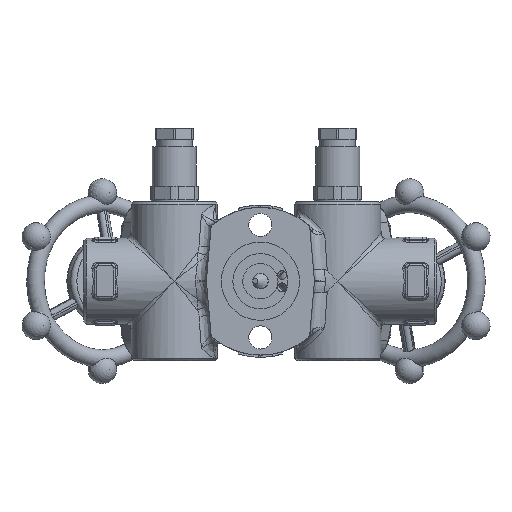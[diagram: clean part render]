
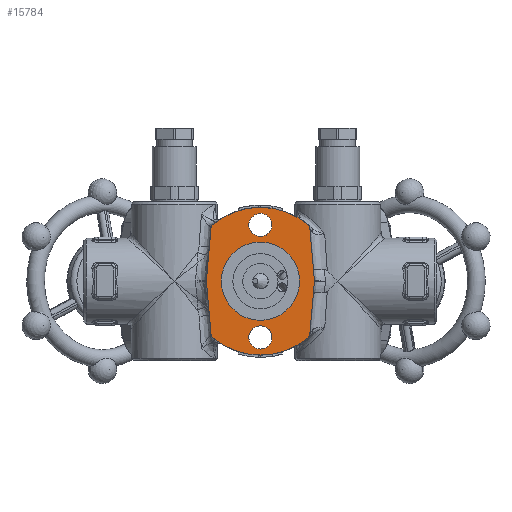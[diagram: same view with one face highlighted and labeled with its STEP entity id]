
A CAD part, front view. The second image highlights one B-rep face of the part: STEP entity #15784.
In plain terms, the highlighted planar face has unit normal (0, -1, 0).
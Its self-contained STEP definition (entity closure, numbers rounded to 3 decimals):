
#1271=LINE('',#26475,#2002);
#1275=LINE('',#26519,#2006);
#1278=LINE('',#26556,#2009);
#1340=LINE('',#28124,#2071);
#2002=VECTOR('',#19312,23.686);
#2006=VECTOR('',#19324,23.686);
#2009=VECTOR('',#19337,23.686);
#2071=VECTOR('',#19611,23.686);
#2659=PLANE('',#17297);
#2866=FACE_BOUND('',#4793,.T.);
#2867=FACE_BOUND('',#4794,.T.);
#2868=FACE_BOUND('',#4795,.T.);
#3740=FACE_OUTER_BOUND('',#4792,.T.);
#4792=EDGE_LOOP('',(#12592,#12593,#12594,#12595,#12596,#12597,#12598,#12599,
#12600,#12601,#12602,#12603));
#4793=EDGE_LOOP('',(#12604));
#4794=EDGE_LOOP('',(#12605));
#4795=EDGE_LOOP('',(#12606));
#5500=CIRCLE('',#16711,2.);
#5501=CIRCLE('',#16715,2.);
#5544=CIRCLE('',#16795,3.);
#5545=CIRCLE('',#16797,33.5);
#5550=CIRCLE('',#16809,3.);
#5560=CIRCLE('',#16825,3.);
#5563=CIRCLE('',#16829,33.5);
#5568=CIRCLE('',#16841,3.);
#5832=CIRCLE('',#17298,5.25);
#5833=CIRCLE('',#17299,5.25);
#5834=CIRCLE('',#17300,17.75);
#6537=VERTEX_POINT('',#26472);
#6538=VERTEX_POINT('',#26474);
#6539=VERTEX_POINT('',#26479);
#6540=VERTEX_POINT('',#26515);
#6542=VERTEX_POINT('',#26518);
#6547=VERTEX_POINT('',#26539);
#6551=VERTEX_POINT('',#26555);
#6621=VERTEX_POINT('',#27707);
#6625=VERTEX_POINT('',#27782);
#6649=VERTEX_POINT('',#28122);
#6650=VERTEX_POINT('',#28126);
#6655=VERTEX_POINT('',#28249);
#7030=VERTEX_POINT('',#32766);
#7031=VERTEX_POINT('',#32768);
#7032=VERTEX_POINT('',#32770);
#8180=EDGE_CURVE('',#6538,#6537,#1271,.T.);
#8183=EDGE_CURVE('',#6538,#6539,#5500,.F.);
#8186=EDGE_CURVE('',#6542,#6540,#1275,.T.);
#8192=EDGE_CURVE('',#6542,#6547,#5501,.F.);
#8197=EDGE_CURVE('',#6551,#6547,#1278,.T.);
#8321=EDGE_CURVE('',#6621,#6551,#5544,.T.);
#8328=EDGE_CURVE('',#6625,#6621,#5545,.T.);
#8341=EDGE_CURVE('',#6537,#6625,#5550,.T.);
#8364=EDGE_CURVE('',#6649,#6539,#1340,.T.);
#8365=EDGE_CURVE('',#6650,#6649,#5560,.T.);
#8375=EDGE_CURVE('',#6655,#6650,#5563,.T.);
#8388=EDGE_CURVE('',#6540,#6655,#5568,.T.);
#9041=EDGE_CURVE('',#7030,#7030,#5832,.T.);
#9042=EDGE_CURVE('',#7031,#7031,#5833,.T.);
#9043=EDGE_CURVE('',#7032,#7032,#5834,.T.);
#12592=ORIENTED_EDGE('',*,*,#8365,.T.);
#12593=ORIENTED_EDGE('',*,*,#8364,.T.);
#12594=ORIENTED_EDGE('',*,*,#8183,.F.);
#12595=ORIENTED_EDGE('',*,*,#8180,.T.);
#12596=ORIENTED_EDGE('',*,*,#8341,.T.);
#12597=ORIENTED_EDGE('',*,*,#8328,.T.);
#12598=ORIENTED_EDGE('',*,*,#8321,.T.);
#12599=ORIENTED_EDGE('',*,*,#8197,.T.);
#12600=ORIENTED_EDGE('',*,*,#8192,.F.);
#12601=ORIENTED_EDGE('',*,*,#8186,.T.);
#12602=ORIENTED_EDGE('',*,*,#8388,.T.);
#12603=ORIENTED_EDGE('',*,*,#8375,.T.);
#12604=ORIENTED_EDGE('',*,*,#9041,.T.);
#12605=ORIENTED_EDGE('',*,*,#9042,.T.);
#12606=ORIENTED_EDGE('',*,*,#9043,.T.);
#15784=ADVANCED_FACE('',(#3740,#2866,#2867,#2868),#2659,.F.);
#16711=AXIS2_PLACEMENT_3D('',#26480,#19318,#19319);
#16715=AXIS2_PLACEMENT_3D('',#26540,#19330,#19331);
#16795=AXIS2_PLACEMENT_3D('',#27708,#19546,#19547);
#16797=AXIS2_PLACEMENT_3D('',#27789,#19552,#19553);
#16809=AXIS2_PLACEMENT_3D('',#27815,#19578,#19579);
#16825=AXIS2_PLACEMENT_3D('',#28127,#19614,#19615);
#16829=AXIS2_PLACEMENT_3D('',#28256,#19624,#19625);
#16841=AXIS2_PLACEMENT_3D('',#28282,#19650,#19651);
#17297=AXIS2_PLACEMENT_3D('',#32765,#20762,#20763);
#17298=AXIS2_PLACEMENT_3D('',#32767,#20764,#20765);
#17299=AXIS2_PLACEMENT_3D('',#32769,#20766,#20767);
#17300=AXIS2_PLACEMENT_3D('',#32771,#20768,#20769);
#19312=DIRECTION('',(-0.087,0.,0.996));
#19318=DIRECTION('center_axis',(0.,-1.,0.));
#19319=DIRECTION('ref_axis',(0.996,0.,0.087));
#19324=DIRECTION('',(0.087,0.,-0.996));
#19330=DIRECTION('center_axis',(0.,-1.,0.));
#19331=DIRECTION('ref_axis',(-0.996,0.,-0.087));
#19337=DIRECTION('',(-0.087,0.,-0.996));
#19546=DIRECTION('center_axis',(0.,-1.,0.));
#19547=DIRECTION('ref_axis',(-0.885,0.,0.465));
#19552=DIRECTION('center_axis',(0.,-1.,0.));
#19553=DIRECTION('ref_axis',(0.,0.,1.));
#19578=DIRECTION('center_axis',(0.,-1.,0.));
#19579=DIRECTION('ref_axis',(0.885,0.,0.465));
#19611=DIRECTION('',(0.087,0.,0.996));
#19614=DIRECTION('center_axis',(0.,-1.,0.));
#19615=DIRECTION('ref_axis',(0.885,0.,-0.465));
#19624=DIRECTION('center_axis',(0.,-1.,0.));
#19625=DIRECTION('ref_axis',(0.,0.,-1.));
#19650=DIRECTION('center_axis',(0.,-1.,0.));
#19651=DIRECTION('ref_axis',(-0.885,0.,-0.465));
#20762=DIRECTION('center_axis',(0.,1.,0.));
#20763=DIRECTION('ref_axis',(0.,0.,1.));
#20764=DIRECTION('center_axis',(0.,1.,0.));
#20765=DIRECTION('ref_axis',(-1.,0.,0.));
#20766=DIRECTION('center_axis',(0.,1.,0.));
#20767=DIRECTION('ref_axis',(-1.,0.,0.));
#20768=DIRECTION('center_axis',(0.,1.,0.));
#20769=DIRECTION('ref_axis',(-1.,0.,0.));
#26472=CARTESIAN_POINT('',(8.383,-50.574,23.289));
#26474=CARTESIAN_POINT('',(10.448,-50.574,-0.307));
#26475=CARTESIAN_POINT('',(9.758,-50.574,7.581));
#26479=CARTESIAN_POINT('',(10.448,-50.574,-0.655));
#26480=CARTESIAN_POINT('Origin',(8.455,-50.574,-0.481));
#26515=CARTESIAN_POINT('',(-36.457,-50.574,-24.251));
#26518=CARTESIAN_POINT('',(-38.522,-50.574,-0.655));
#26519=CARTESIAN_POINT('',(-39.056,-50.574,5.454));
#26539=CARTESIAN_POINT('',(-38.522,-50.574,-0.307));
#26540=CARTESIAN_POINT('Origin',(-36.529,-50.574,-0.481));
#26555=CARTESIAN_POINT('',(-36.457,-50.574,23.289));
#26556=CARTESIAN_POINT('',(-36.656,-50.574,21.02));
#27707=CARTESIAN_POINT('',(-35.38,-50.574,25.34));
#27708=CARTESIAN_POINT('Origin',(-33.469,-50.574,23.028));
#27782=CARTESIAN_POINT('',(7.306,-50.574,25.34));
#27789=CARTESIAN_POINT('Origin',(-14.037,-50.574,-0.481));
#27815=CARTESIAN_POINT('Origin',(5.395,-50.574,23.028));
#28122=CARTESIAN_POINT('',(8.383,-50.574,-24.251));
#28124=CARTESIAN_POINT('',(9.972,-50.574,-6.094));
#28126=CARTESIAN_POINT('',(7.306,-50.574,-26.302));
#28127=CARTESIAN_POINT('Origin',(5.395,-50.574,-23.99));
#28249=CARTESIAN_POINT('',(-35.38,-50.574,-26.302));
#28256=CARTESIAN_POINT('Origin',(-14.037,-50.574,-0.481));
#28282=CARTESIAN_POINT('Origin',(-33.469,-50.574,-23.99));
#32765=CARTESIAN_POINT('Origin',(-14.037,-50.574,-0.481));
#32766=CARTESIAN_POINT('',(-8.787,-50.574,-25.981));
#32767=CARTESIAN_POINT('Origin',(-14.037,-50.574,-25.981));
#32768=CARTESIAN_POINT('',(-8.787,-50.574,25.019));
#32769=CARTESIAN_POINT('Origin',(-14.037,-50.574,25.019));
#32770=CARTESIAN_POINT('',(3.713,-50.574,-0.481));
#32771=CARTESIAN_POINT('Origin',(-14.037,-50.574,-0.481));
